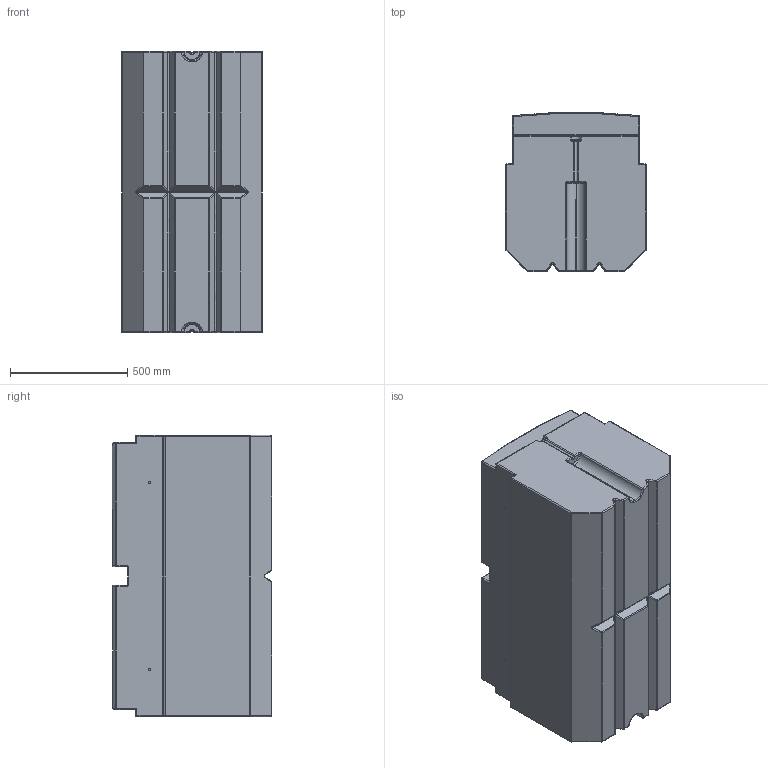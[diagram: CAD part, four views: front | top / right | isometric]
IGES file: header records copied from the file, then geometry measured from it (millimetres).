
Start section: SolidWorks IGES file using analytic representation for surfaces
Global section: file name: Typ123_Pontek.IGS; native system: SolidWorks 2010; preprocessor: SolidWorks 2010; author: technus; date: 140314.122351; units: millimetre
Bounding box: 600 x 680 x 1200 mm (x, y, z)
Surface area: 3797129 mm2 (no closed solid volume)
Topology: 0 solids, 0 shells, 312 faces, 2648 edges, 2592 vertices
Faces by surface type: revolution 202, bspline 110
